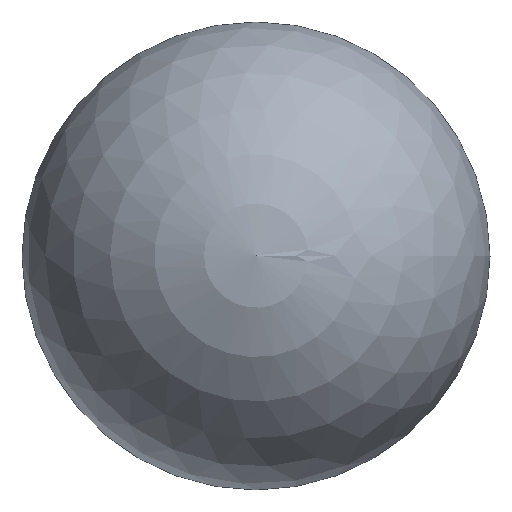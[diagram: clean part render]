
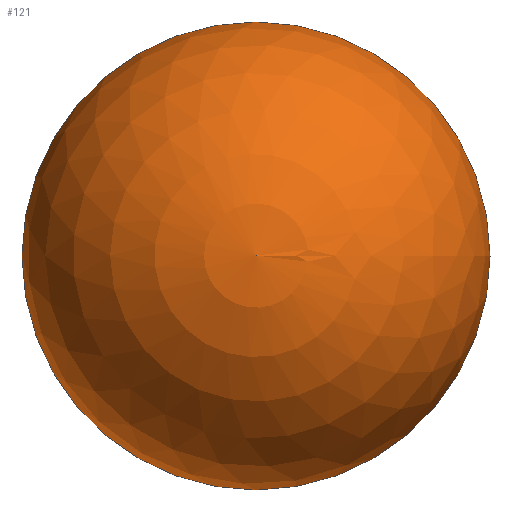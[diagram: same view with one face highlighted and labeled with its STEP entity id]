
A CAD part, top view. The second image highlights one B-rep face of the part: STEP entity #121.
In plain terms, the highlighted spherical face has radius 7 mm.
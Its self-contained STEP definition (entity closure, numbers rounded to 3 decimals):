
#1 = AXIS2_PLACEMENT_3D ( 'NONE', #95, #117, #29 ) ;
#6 = VERTEX_POINT ( 'NONE', #62 ) ;
#14 = ORIENTED_EDGE ( 'NONE', *, *, #33, .F. ) ;
#17 = AXIS2_PLACEMENT_3D ( 'NONE', #94, #27, #28 ) ;
#20 = FACE_OUTER_BOUND ( 'NONE', #42, .T. ) ;
#27 = DIRECTION ( 'NONE',  ( 0., 0., -1. ) ) ;
#28 = DIRECTION ( 'NONE',  ( 1., 0., 0. ) ) ;
#29 = DIRECTION ( 'NONE',  ( -1., 0., 0. ) ) ;
#32 = CIRCLE ( 'NONE', #1, 7. ) ;
#33 = EDGE_CURVE ( 'NONE', #50, #6, #32, .T. ) ;
#42 = EDGE_LOOP ( 'NONE', ( #14, #68 ) ) ;
#46 = DIRECTION ( 'NONE',  ( 1., 0., 0. ) ) ;
#49 = CARTESIAN_POINT ( 'NONE',  ( 0., 0., 0. ) ) ;
#50 = VERTEX_POINT ( 'NONE', #79 ) ;
#62 = CARTESIAN_POINT ( 'NONE',  ( 0., 7., 0. ) ) ;
#65 = EDGE_CURVE ( 'NONE', #50, #6, #92, .T. ) ;
#68 = ORIENTED_EDGE ( 'NONE', *, *, #65, .T. ) ;
#79 = CARTESIAN_POINT ( 'NONE',  ( 0., -7., 0. ) ) ;
#86 = AXIS2_PLACEMENT_3D ( 'NONE', #49, #93, #46 ) ;
#92 = CIRCLE ( 'NONE', #86, 7. ) ;
#93 = DIRECTION ( 'NONE',  ( 0., 0., 1. ) ) ;
#94 = CARTESIAN_POINT ( 'NONE',  ( 0., 0., 0. ) ) ;
#95 = CARTESIAN_POINT ( 'NONE',  ( 0., 0., 0. ) ) ;
#96 = SPHERICAL_SURFACE ( 'NONE', #17, 7. ) ;
#117 = DIRECTION ( 'NONE',  ( 0., 0., -1. ) ) ;
#121 = ADVANCED_FACE ( 'NONE', ( #20 ), #96, .T. ) ;
